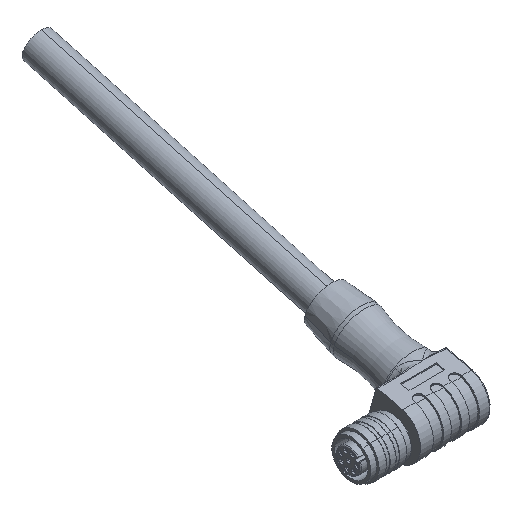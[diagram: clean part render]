
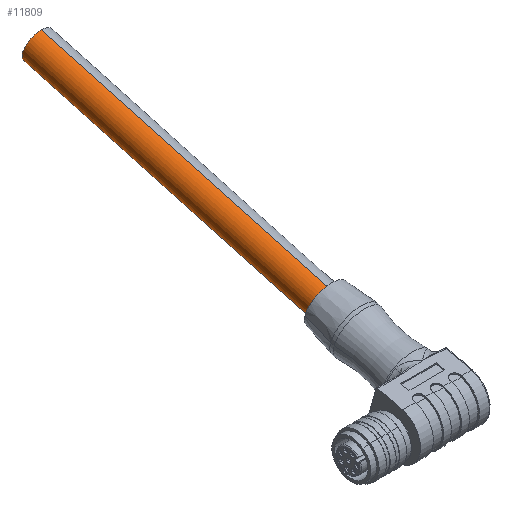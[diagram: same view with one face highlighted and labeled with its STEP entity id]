
A CAD part, isometric view. The second image highlights one B-rep face of the part: STEP entity #11809.
In plain terms, the highlighted cylindrical face has radius 5 mm (diameter 10 mm), a partial arc.
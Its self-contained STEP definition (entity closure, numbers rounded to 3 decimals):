
#1969=CARTESIAN_POINT('',(31.3,38.132,12.354));
#1970=DIRECTION('',(0.,0.964,0.266));
#1971=DIRECTION('',(0.,0.266,-0.964));
#1972=AXIS2_PLACEMENT_3D('',#1969,#1970,#1971);
#1992=DIRECTION('',(0.,0.964,0.266));
#1993=VECTOR('',#1992,100.);
#1994=CARTESIAN_POINT('',(31.3,36.8,17.173));
#1995=LINE('',#1994,#1993);
#1996=DIRECTION('',(0.,-0.964,-0.266));
#1997=VECTOR('',#1996,100.);
#1998=CARTESIAN_POINT('',(31.3,135.851,34.171));
#1999=LINE('',#1998,#1997);
#2000=CARTESIAN_POINT('',(31.3,134.519,38.99));
#2001=DIRECTION('',(0.,0.964,0.266));
#2002=DIRECTION('',(0.,0.266,-0.964));
#2003=AXIS2_PLACEMENT_3D('',#2000,#2001,#2002);
#7576=CARTESIAN_POINT('',(31.3,39.464,7.535));
#7577=CARTESIAN_POINT('',(31.3,36.8,17.173));
#7578=VERTEX_POINT('',#7576);
#7579=VERTEX_POINT('',#7577);
#7580=CARTESIAN_POINT('',(31.3,135.851,34.171));
#7581=VERTEX_POINT('',#7580);
#7582=CARTESIAN_POINT('',(31.3,133.188,43.81));
#7583=VERTEX_POINT('',#7582);
#11795=CARTESIAN_POINT('',(31.3,36.204,11.821));
#11796=DIRECTION('',(0.,0.964,0.266));
#11797=DIRECTION('',(0.,0.266,-0.964));
#11798=AXIS2_PLACEMENT_3D('',#11795,#11796,#11797);
#11799=CYLINDRICAL_SURFACE('',#11798,5.);
#11800=ORIENTED_EDGE('',*,*,#11776,.F.);
#11802=ORIENTED_EDGE('',*,*,#11801,.F.);
#11804=ORIENTED_EDGE('',*,*,#11803,.T.);
#11806=ORIENTED_EDGE('',*,*,#11805,.F.);
#11807=EDGE_LOOP('',(#11800,#11802,#11804,#11806));
#11808=FACE_OUTER_BOUND('',#11807,.F.);
#1973=CIRCLE('',#1972,5.);
#2004=CIRCLE('',#2003,5.);
#11776=EDGE_CURVE('',#7578,#7579,#1973,.T.);
#11801=EDGE_CURVE('',#7581,#7578,#1999,.T.);
#11803=EDGE_CURVE('',#7581,#7583,#2004,.T.);
#11805=EDGE_CURVE('',#7579,#7583,#1995,.T.);
#11809=ADVANCED_FACE('',(#11808),#11799,.T.);
